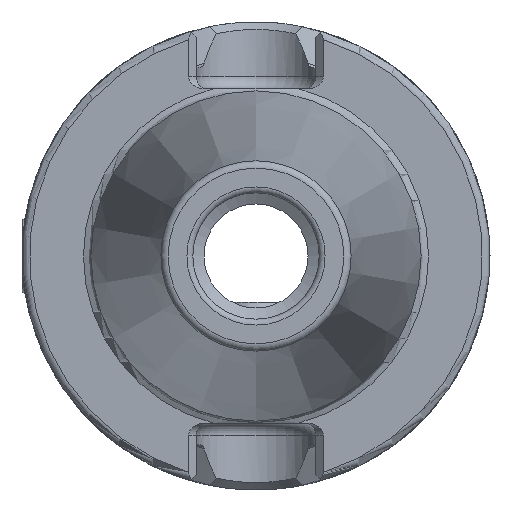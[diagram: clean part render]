
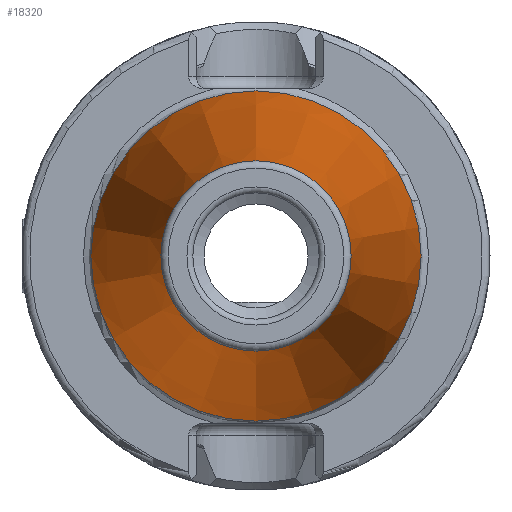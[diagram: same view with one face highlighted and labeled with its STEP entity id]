
A CAD part, left-side view. The second image highlights one B-rep face of the part: STEP entity #18320.
In plain terms, the highlighted conical face has half-angle 8.297 degrees and reference radius 22.225 mm.
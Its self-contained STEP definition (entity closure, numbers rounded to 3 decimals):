
#60 = EDGE_CURVE ( 'NONE', #39568, #39568, #15215, .T. ) ;
#517 = CARTESIAN_POINT ( 'NONE',  ( 0., 0., 22.225 ) ) ;
#1090 = DIRECTION ( 'NONE',  ( -1., 0., 0. ) ) ;
#1992 = FACE_OUTER_BOUND ( 'NONE', #21374, .T. ) ;
#4343 = DIRECTION ( 'NONE',  ( 0., 0., 1. ) ) ;
#5457 = AXIS2_PLACEMENT_3D ( 'NONE', #25905, #38197, #4343 ) ;
#6353 = DIRECTION ( 'NONE',  ( 0., 0., -1. ) ) ;
#7322 = DIRECTION ( 'NONE',  ( 0., 0., 1. ) ) ;
#13552 = CARTESIAN_POINT ( 'NONE',  ( -64.544, 0., 0. ) ) ;
#14569 = CONICAL_SURFACE ( 'NONE', #27469, 22.225, 0.145 ) ;
#15215 = CIRCLE ( 'NONE', #23735, 12.812 ) ;
#15390 = VERTEX_POINT ( 'NONE', #517 ) ;
#15739 = DIRECTION ( 'NONE',  ( 1., 0., 0. ) ) ;
#17475 = CIRCLE ( 'NONE', #5457, 22.225 ) ;
#18320 = ADVANCED_FACE ( 'NONE', ( #19465, #1992 ), #14569, .T. ) ;
#18710 = CARTESIAN_POINT ( 'NONE',  ( 0., 0., 0. ) ) ;
#19465 = FACE_BOUND ( 'NONE', #19905, .T. ) ;
#19905 = EDGE_LOOP ( 'NONE', ( #31152 ) ) ;
#21374 = EDGE_LOOP ( 'NONE', ( #39314 ) ) ;
#23735 = AXIS2_PLACEMENT_3D ( 'NONE', #13552, #1090, #7322 ) ;
#25905 = CARTESIAN_POINT ( 'NONE',  ( 0., 0., 0. ) ) ;
#26719 = EDGE_CURVE ( 'NONE', #15390, #15390, #17475, .T. ) ;
#27469 = AXIS2_PLACEMENT_3D ( 'NONE', #18710, #15739, #6353 ) ;
#31152 = ORIENTED_EDGE ( 'NONE', *, *, #60, .F. ) ;
#38197 = DIRECTION ( 'NONE',  ( -1., 0., 0. ) ) ;
#39129 = CARTESIAN_POINT ( 'NONE',  ( -64.544, 0., 12.812 ) ) ;
#39314 = ORIENTED_EDGE ( 'NONE', *, *, #26719, .T. ) ;
#39568 = VERTEX_POINT ( 'NONE', #39129 ) ;
